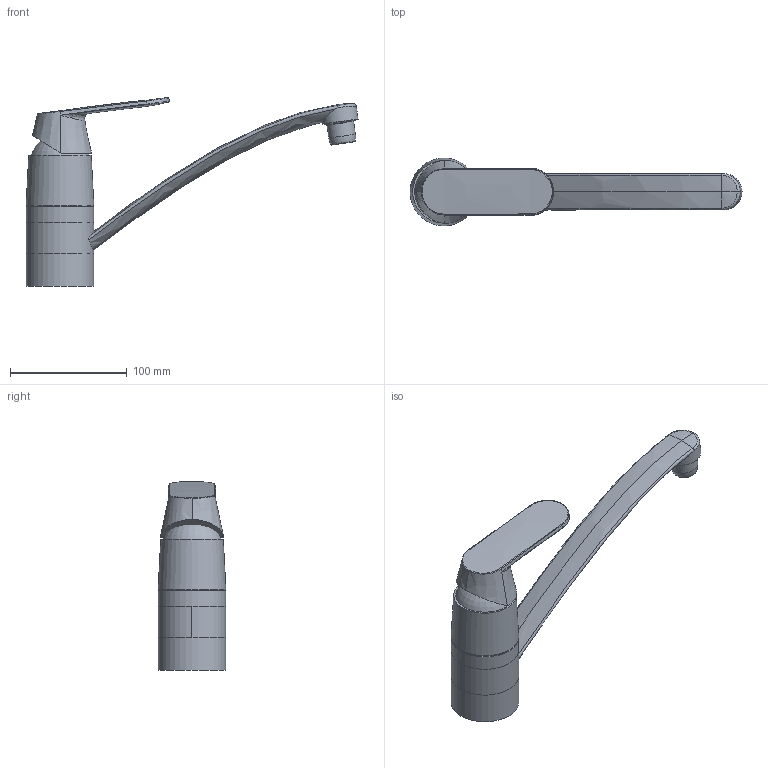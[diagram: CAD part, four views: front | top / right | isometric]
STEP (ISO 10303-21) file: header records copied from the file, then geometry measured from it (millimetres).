
FILE_DESCRIPTION(/* description */ ('Unknown'),/* implementation_level */ '2;1');
FILE_NAME(/* name */ '32842000',/* time_stamp */ '2022-09-07T16:25:54+02:00',/* author */ ('Unknown'),/* organization */ ('GROHE AG'),/* preprocessor_version */ 'ST-DEVELOPER v16.7',/* originating_system */ 'DEX',/* authorisation */ $);
FILE_SCHEMA (('AUTOMOTIVE_DESIGN {1 0 10303 214 3 1 1}'));
Length unit declared in the file: millimetre
Products named in the file (3): 32842000; id11; A4285671_lever-kitchenLS
Assembly tree (2 placements, depth 2):
  32842000
    id11
    A4285671_lever-kitchenLS
Bounding box: 283.95 x 58.1 x 161.54 mm (x, y, z)
Volume: 179661.4 mm3; surface area: 70762.4 mm2
Topology: 1 solids, 7 shells, 59 faces, 145 edges, 87 vertices
Faces by surface type: bspline 29, plane 11, cylinder 11, torus 6, cone 2
Full cylindrical faces by diameter (mm): 20.475 x1, 20.8 x1, 23 x1, 57 x1, 58 x1
Entity records: 4583 total; most frequent: CARTESIAN_POINT 3391, ORIENTED_EDGE 233, DIRECTION 125, EDGE_CURVE 123, B_SPLINE_CURVE_WITH_KNOTS 91, VERTEX_POINT 86, EDGE_LOOP 76, FACE_BOUND 76
